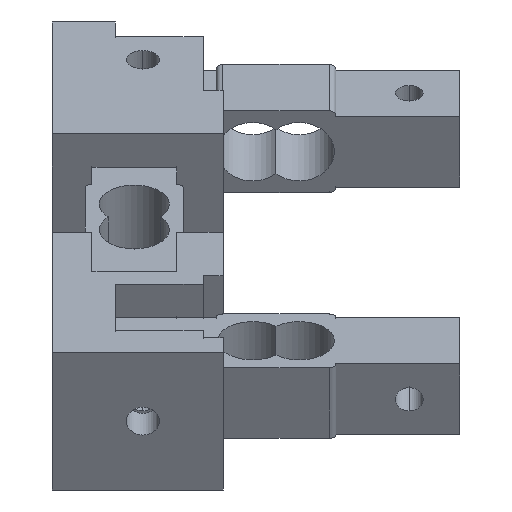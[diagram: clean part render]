
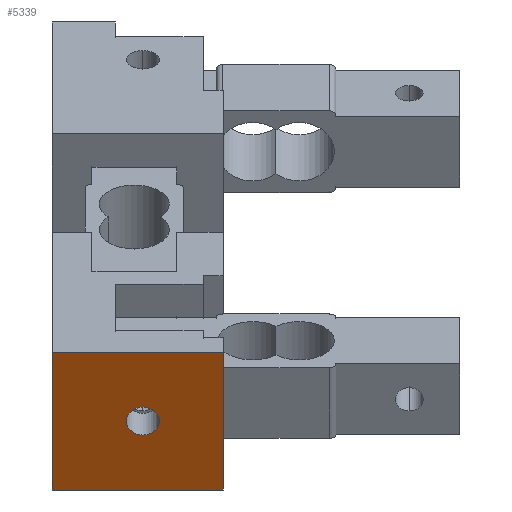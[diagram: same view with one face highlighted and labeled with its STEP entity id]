
A CAD part, left-side view. The second image highlights one B-rep face of the part: STEP entity #5339.
In plain terms, the highlighted planar face has unit normal (-0.837, 0, -0.547).
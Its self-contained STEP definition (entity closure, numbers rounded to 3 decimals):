
#1 = DIRECTION ( 'NONE',  ( 0.547, 0., -0.837 ) ) ;
#193 = VERTEX_POINT ( 'NONE', #2443 ) ;
#270 = EDGE_LOOP ( 'NONE', ( #5354, #3214 ) ) ;
#286 = FACE_OUTER_BOUND ( 'NONE', #3760, .T. ) ;
#353 = CARTESIAN_POINT ( 'NONE',  ( -179.549, 69.854, -61.581 ) ) ;
#420 = EDGE_CURVE ( 'NONE', #2481, #193, #1780, .T. ) ;
#504 = VERTEX_POINT ( 'NONE', #2214 ) ;
#524 = DIRECTION ( 'NONE',  ( 0., -1., 0. ) ) ;
#750 = DIRECTION ( 'NONE',  ( 0., 1., 0. ) ) ;
#872 = VECTOR ( 'NONE', #1, 1000. ) ;
#995 = CARTESIAN_POINT ( 'NONE',  ( -176.076, 83.484, -66.897 ) ) ;
#1400 = LINE ( 'NONE', #995, #3325 ) ;
#1429 = DIRECTION ( 'NONE',  ( 0., 1., 0. ) ) ;
#1488 = EDGE_CURVE ( 'NONE', #504, #5119, #1400, .T. ) ;
#1595 = DIRECTION ( 'NONE',  ( 0.837, 0., 0.547 ) ) ;
#1780 = CIRCLE ( 'NONE', #1968, 2.5 ) ;
#1888 = DIRECTION ( 'NONE',  ( 0.547, 0., -0.837 ) ) ;
#1968 = AXIS2_PLACEMENT_3D ( 'NONE', #353, #1595, #750 ) ;
#2126 = CARTESIAN_POINT ( 'NONE',  ( -172.795, 60.784, -71.92 ) ) ;
#2192 = AXIS2_PLACEMENT_3D ( 'NONE', #2898, #4569, #1429 ) ;
#2198 = VERTEX_POINT ( 'NONE', #4921 ) ;
#2214 = CARTESIAN_POINT ( 'NONE',  ( -186.304, 83.484, -51.242 ) ) ;
#2303 = CARTESIAN_POINT ( 'NONE',  ( -179.549, 69.854, -61.581 ) ) ;
#2349 = AXIS2_PLACEMENT_3D ( 'NONE', #2303, #5238, #4074 ) ;
#2384 = FACE_BOUND ( 'NONE', #270, .T. ) ;
#2443 = CARTESIAN_POINT ( 'NONE',  ( -179.549, 72.354, -61.581 ) ) ;
#2481 = VERTEX_POINT ( 'NONE', #5211 ) ;
#2898 = CARTESIAN_POINT ( 'NONE',  ( -176.076, 60.784, -66.897 ) ) ;
#2988 = CIRCLE ( 'NONE', #2349, 2.5 ) ;
#3023 = DIRECTION ( 'NONE',  ( 0., -1., 0. ) ) ;
#3039 = ORIENTED_EDGE ( 'NONE', *, *, #4360, .F. ) ;
#3214 = ORIENTED_EDGE ( 'NONE', *, *, #420, .T. ) ;
#3264 = PLANE ( 'NONE',  #2192 ) ;
#3325 = VECTOR ( 'NONE', #1888, 1000. ) ;
#3402 = VECTOR ( 'NONE', #524, 1000. ) ;
#3550 = LINE ( 'NONE', #4368, #3402 ) ;
#3569 = EDGE_CURVE ( 'NONE', #193, #2481, #2988, .T. ) ;
#3672 = VERTEX_POINT ( 'NONE', #3987 ) ;
#3727 = ORIENTED_EDGE ( 'NONE', *, *, #4719, .F. ) ;
#3760 = EDGE_LOOP ( 'NONE', ( #4513, #3039, #3727, #4458 ) ) ;
#3801 = CARTESIAN_POINT ( 'NONE',  ( -186.304, 57.784, -51.242 ) ) ;
#3878 = LINE ( 'NONE', #3801, #872 ) ;
#3987 = CARTESIAN_POINT ( 'NONE',  ( -186.304, 57.784, -51.242 ) ) ;
#4074 = DIRECTION ( 'NONE',  ( 0., 1., 0. ) ) ;
#4082 = CARTESIAN_POINT ( 'NONE',  ( -172.795, 83.484, -71.92 ) ) ;
#4360 = EDGE_CURVE ( 'NONE', #3672, #2198, #3878, .T. ) ;
#4368 = CARTESIAN_POINT ( 'NONE',  ( -186.304, 60.784, -51.242 ) ) ;
#4458 = ORIENTED_EDGE ( 'NONE', *, *, #1488, .T. ) ;
#4513 = ORIENTED_EDGE ( 'NONE', *, *, #4927, .T. ) ;
#4569 = DIRECTION ( 'NONE',  ( 0.837, 0., 0.547 ) ) ;
#4636 = LINE ( 'NONE', #2126, #5187 ) ;
#4719 = EDGE_CURVE ( 'NONE', #504, #3672, #3550, .T. ) ;
#4921 = CARTESIAN_POINT ( 'NONE',  ( -172.795, 57.784, -71.92 ) ) ;
#4927 = EDGE_CURVE ( 'NONE', #5119, #2198, #4636, .T. ) ;
#5119 = VERTEX_POINT ( 'NONE', #4082 ) ;
#5187 = VECTOR ( 'NONE', #3023, 1000. ) ;
#5211 = CARTESIAN_POINT ( 'NONE',  ( -179.549, 67.354, -61.581 ) ) ;
#5238 = DIRECTION ( 'NONE',  ( 0.837, 0., 0.547 ) ) ;
#5339 = ADVANCED_FACE ( 'NONE', ( #2384, #286 ), #3264, .F. ) ;
#5354 = ORIENTED_EDGE ( 'NONE', *, *, #3569, .T. ) ;
